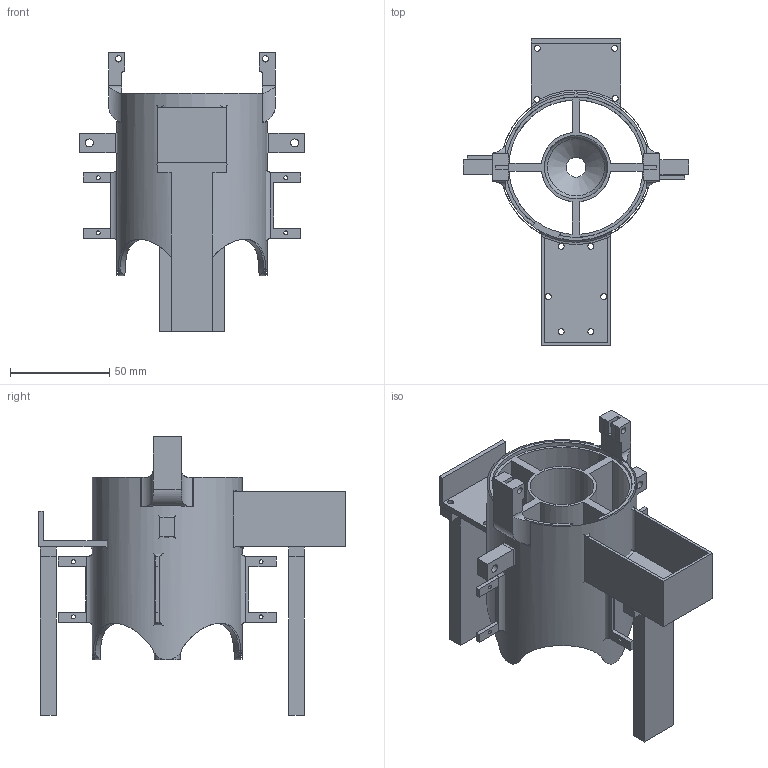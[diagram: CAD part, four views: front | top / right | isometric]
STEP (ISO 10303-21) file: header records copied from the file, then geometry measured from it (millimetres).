
FILE_DESCRIPTION(/* description */ ('STEP AP242','CAx-IF Rec.Pracs.---Representation and Presentation of Product Manufacturing Information (PMI)---4.0---2014-10-13','CAx-IF Rec.Pracs.---3D Tessellated Geometry---0.4---2014-09-14','2;1'),/* implementation_level */ '2;1');
FILE_NAME(/* name */ '66c5552e70497952927951d6',/* time_stamp */ '2024-08-21T02:47:11Z',/* author */ (''),/* organization */ (''),/* preprocessor_version */ 'ST-DEVELOPER v20',/* originating_system */ ' ',/* authorisation */ ' ');
FILE_SCHEMA (('AP242_MANAGED_MODEL_BASED_3D_ENGINEERING_MIM_LF { 1 0 10303 442 1 1 4 }'));
Length unit declared in the file: metre
Products named in the file (4): Part 3; Part 2; Surface 1; Part 1
Bounding box: 113.42 x 154.8 x 140.57 mm (x, y, z)
Volume: 139042.8 mm3; surface area: 109375.9 mm2
Topology: 3 solids, 4 shells, 239 faces, 731 edges, 490 vertices
Faces by surface type: plane 122, cylinder 95, torus 20, cone 2
Full cylindrical faces by diameter (mm): 2 x8, 3 x14, 3.15 x12, 4 x2, 10 x1, 13 x1, 32 x1, 67.8 x1, 73.8 x1, 75.8 x1
Entity records: 8564 total; most frequent: CARTESIAN_POINT 2244, ORIENTED_EDGE 1306, DIRECTION 1162, EDGE_CURVE 661, VERTEX_POINT 470, AXIS2_PLACEMENT_3D 410, EDGE_LOOP 363, FACE_BOUND 363
